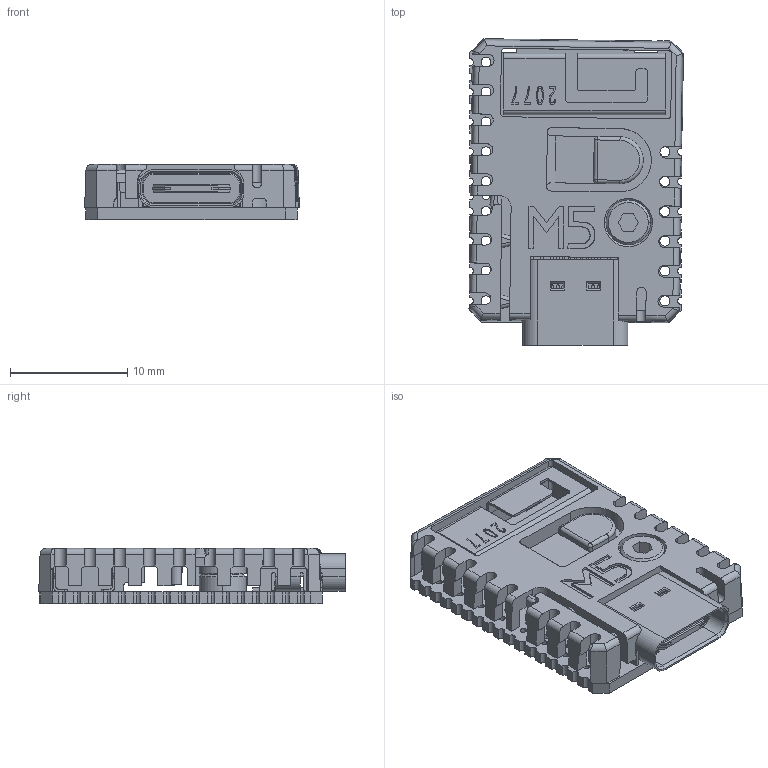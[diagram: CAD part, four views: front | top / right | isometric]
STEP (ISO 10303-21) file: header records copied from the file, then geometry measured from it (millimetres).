
FILE_DESCRIPTION((''),'2;1');
FILE_NAME('M5STAMP-S3_V0_2_2022-10-21_ASM','2023-02-15T17:40:57',('canez'),(''),'CREO PARAMETRIC BY PTC INC, 2021404','CREO PARAMETRIC BY PTC INC, 2021404','');
FILE_SCHEMA(('AUTOMOTIVE_DESIGN { 1 0 10303 214 1 1 1 1 }'));
Length unit declared in the file: millimetre
Products named in the file (47): OPEN_CASCADE_STEP_TRANSLATO-247; OPEN_CASCADE_STEP_TRANSLATO-237_ASM; BOARD_ASM; M241_5MM_12_9MM00; PHD1_ASM; R0402_ASM; R2_ASM; R1_ASM; USB_TYPE_C_PORT__SMD_TYPE__1; USB_TYPE_C_PORT__SMD_TYPE__2; USB_TYPE_C_PORT__SMD_TYPE__3; USB_TYPE_C_PORT__SMD_TYPE__4; USB_TYPE_C_PORT__SMD_TYPE__5; USB_TYPE_C_PORT__SMD_TYPE__6; USB_TYPE_C_PORT__SMD_TYPE__7; USB_TYPE_C_PORT__SMD_TYPE__8; USB_TYPE_C_PORT__SMD_TYPE__9; USB_TYPE_C_PORT__SMD_TYPE__10; USB_TYPE_C_PORT__SMD_TYPE__11; USB_TYPE_C_PORT__SMD_TYPE__12; USB_TYPE_C_PORT__SMD_TYPE__13; USB_TYPE_C_PORT__SMD_TYPE__14; USB_TYPE_C_PORT__SMD_TYPE__15; USB_TYPE_C_PORT__SMD_TYPE__16; USB_TYPE_C_PORT__SMD_TYPE__17; USB_TYPE_C_PORT__SMD_TYPE__18; USB_TYPE_C_PORT__SMD_TYPE__19; USB_TYPE_C_PORT__SMD_TYPE__20; USB_TYPE_C_PORT__SMD_TYPE__21; USB_TYPE_C_PORT__SMD_TYPE__22; USB_TYPE_C_PORT__SMD_TYPE__23; USB_TYPE_C_PORT__SMD_TYPE__24; USB_TYPE_C_PORT__SMD_TYPE__ASM; J2_ASM; C0402_10UF_ASM; C6_ASM; R3_ASM; C0402_100NF_ASM; C2_ASM; C11_ASM ...
Assembly tree (49 placements, depth 5):
  M5STAMP-S3_V0_2_2022-10-21_ASM
    PCB_ASM
      BOARD_ASM
        OPEN_CASCADE_STEP_TRANSLATO-237_ASM
          OPEN_CASCADE_STEP_TRANSLATO-247
      PHD1_ASM
        M241_5MM_12_9MM00
      R2_ASM
        R0402_ASM
      R1_ASM
        R0402_ASM
      J2_ASM
        USB_TYPE_C_PORT__SMD_TYPE__ASM
          USB_TYPE_C_PORT__SMD_TYPE__1
          USB_TYPE_C_PORT__SMD_TYPE__2
          USB_TYPE_C_PORT__SMD_TYPE__3
          USB_TYPE_C_PORT__SMD_TYPE__4
          USB_TYPE_C_PORT__SMD_TYPE__5
          USB_TYPE_C_PORT__SMD_TYPE__6
          USB_TYPE_C_PORT__SMD_TYPE__7
          USB_TYPE_C_PORT__SMD_TYPE__8
          USB_TYPE_C_PORT__SMD_TYPE__9
          USB_TYPE_C_PORT__SMD_TYPE__10
          USB_TYPE_C_PORT__SMD_TYPE__11
          USB_TYPE_C_PORT__SMD_TYPE__12
          USB_TYPE_C_PORT__SMD_TYPE__13
          USB_TYPE_C_PORT__SMD_TYPE__14
          USB_TYPE_C_PORT__SMD_TYPE__15
          USB_TYPE_C_PORT__SMD_TYPE__16
          USB_TYPE_C_PORT__SMD_TYPE__17
          USB_TYPE_C_PORT__SMD_TYPE__18
          USB_TYPE_C_PORT__SMD_TYPE__19
          USB_TYPE_C_PORT__SMD_TYPE__20
          USB_TYPE_C_PORT__SMD_TYPE__21
          USB_TYPE_C_PORT__SMD_TYPE__22
          USB_TYPE_C_PORT__SMD_TYPE__23
          USB_TYPE_C_PORT__SMD_TYPE__24
      C6_ASM
        C0402_10UF_ASM
      R3_ASM
        R0402_ASM
      C2_ASM
        C0402_100NF_ASM
      C11_ASM
        C0402_100NF_ASM
      C10_ASM
      ANT1_ASM
        USER_LIBRARY-PRO-OB-440
    STAMP-S3
    CHS-M2X3
Bounding box: 18.29 x 26.11 x 4.7 mm (x, y, z)
Volume: 994 mm3; surface area: 3023.7 mm2
Topology: 29 solids, 29 shells, 1276 faces, 3548 edges, 2322 vertices
Faces by surface type: plane 860, cylinder 347, cone 22, extrusion 21, torus 13, sphere 8, bspline 5
Entity records: 59333 total; most frequent: CARTESIAN_POINT 8944, ORIENTED_EDGE 7080, DIRECTION 6979, PRESENTATION_STYLE_ASSIGNMENT 3941, STYLED_ITEM 3927, EDGE_CURVE 3540, CURVE_STYLE 3204, VECTOR 2739
